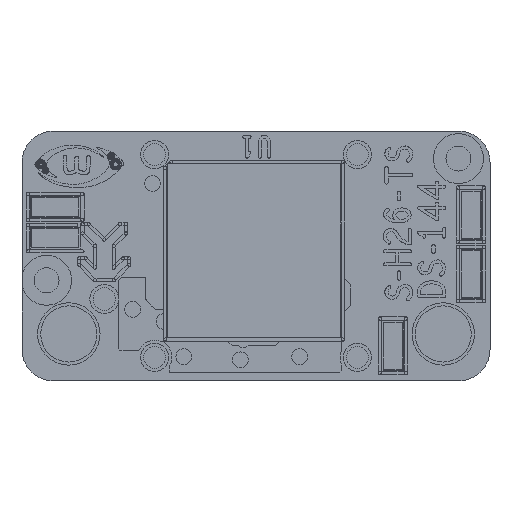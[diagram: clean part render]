
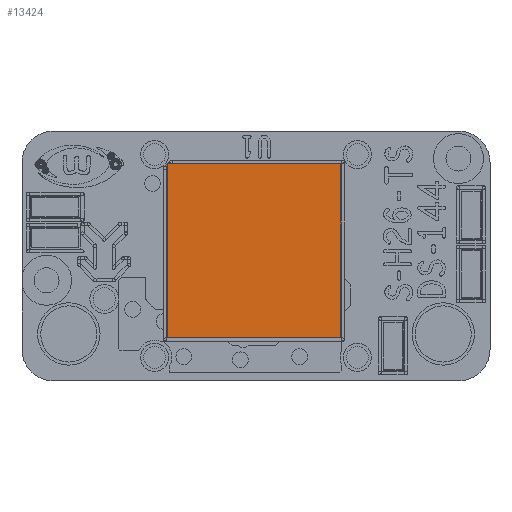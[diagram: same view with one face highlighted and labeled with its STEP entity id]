
A CAD part, top view. The second image highlights one B-rep face of the part: STEP entity #13424.
In plain terms, the highlighted planar face has unit normal (0, 0, 1).
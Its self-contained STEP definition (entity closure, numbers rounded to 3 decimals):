
#13424=ADVANCED_FACE('',(#26260),#26261,.T.);
#26260=FACE_OUTER_BOUND('',#39161,.T.);
#26261=PLANE('',#39162);
#39161=EDGE_LOOP('',(#87603,#87604,#87605,#87606));
#39162=AXIS2_PLACEMENT_3D('',#87607,#87608,#87609);
#87603=ORIENTED_EDGE('',*,*,#103477,.F.);
#87604=ORIENTED_EDGE('',*,*,#103478,.F.);
#87605=ORIENTED_EDGE('',*,*,#103479,.F.);
#87606=ORIENTED_EDGE('',*,*,#103480,.F.);
#87607=CARTESIAN_POINT('',(2.85,2.85,0.77));
#87608=DIRECTION('',(0.0,0.0,1.0));
#87609=DIRECTION('',(1.0,0.0,0.0));
#103477=EDGE_CURVE('',#128889,#128890,#128891,.T.);
#103478=EDGE_CURVE('',#128892,#128889,#128893,.T.);
#103479=EDGE_CURVE('',#128894,#128892,#128895,.T.);
#103480=EDGE_CURVE('',#128890,#128894,#128896,.T.);
#128889=VERTEX_POINT('',#164641);
#128890=VERTEX_POINT('',#164642);
#128891=LINE('',#164643,#164644);
#128892=VERTEX_POINT('',#164645);
#128893=LINE('',#164646,#164647);
#128894=VERTEX_POINT('',#164648);
#128895=LINE('',#164649,#164650);
#128896=LINE('',#164651,#164652);
#164641=CARTESIAN_POINT('',(0.078,0.068,0.77));
#164642=CARTESIAN_POINT('',(0.078,5.633,0.77));
#164643=CARTESIAN_POINT('',(0.078,2.85,0.77));
#164644=VECTOR('',#188872,0.01);
#164645=CARTESIAN_POINT('',(5.623,0.068,0.77));
#164646=CARTESIAN_POINT('',(2.85,0.068,0.77));
#164647=VECTOR('',#188873,0.01);
#164648=CARTESIAN_POINT('',(5.623,5.633,0.77));
#164649=CARTESIAN_POINT('',(5.623,2.85,0.77));
#164650=VECTOR('',#188874,0.01);
#164651=CARTESIAN_POINT('',(2.85,5.633,0.77));
#164652=VECTOR('',#188875,0.01);
#188872=DIRECTION('',(0.0,1.0,0.0));
#188873=DIRECTION('',(-1.0,0.0,0.0));
#188874=DIRECTION('',(0.0,-1.0,0.0));
#188875=DIRECTION('',(1.0,0.0,0.0));
